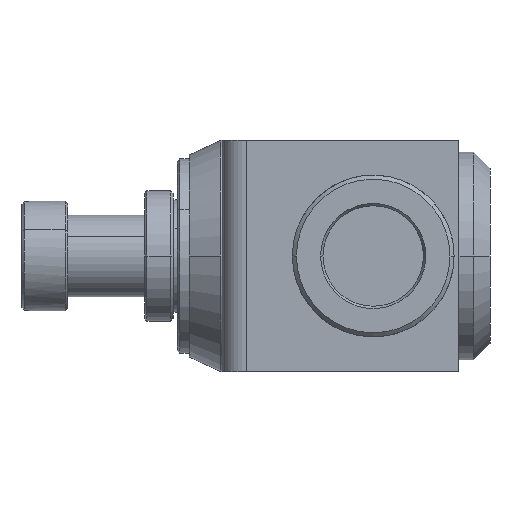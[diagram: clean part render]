
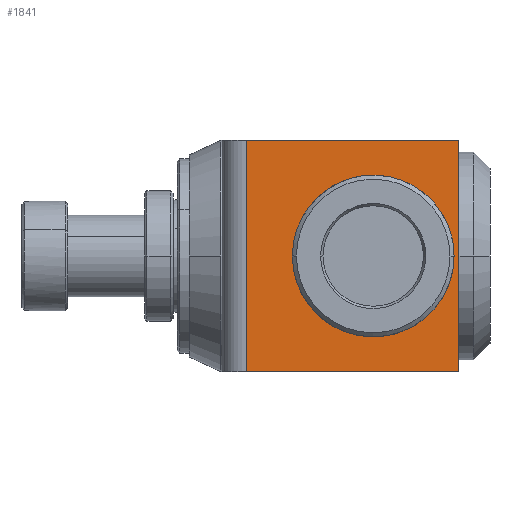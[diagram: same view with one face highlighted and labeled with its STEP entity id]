
A CAD part, left-side view. The second image highlights one B-rep face of the part: STEP entity #1841.
In plain terms, the highlighted planar face has unit normal (-1, 0, 0).
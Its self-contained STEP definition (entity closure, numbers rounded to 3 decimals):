
#1619=CARTESIAN_POINT('Vertex',(-20.2,26.,14.15)) ;
#1626=CARTESIAN_POINT('Vertex',(-20.2,26.,-14.15)) ;
#1629=CARTESIAN_POINT('Line Origine',(-20.2,26.,0.)) ;
#1664=CARTESIAN_POINT('Vertex',(-20.2,0.,-14.15)) ;
#1667=CARTESIAN_POINT('Line Origine',(-20.2,13.,-14.15)) ;
#1800=CARTESIAN_POINT('Axis2P3D Location',(-20.2,0.,0.)) ;
#1805=CARTESIAN_POINT('Line Origine',(-20.2,0.,0.)) ;
#1809=CARTESIAN_POINT('Vertex',(-20.2,0.,14.15)) ;
#1812=CARTESIAN_POINT('Line Origine',(-20.2,13.,14.15)) ;
#1823=CARTESIAN_POINT('Axis2P3D Location',(-20.2,10.5,0.)) ;
#1827=CARTESIAN_POINT('Vertex',(-20.2,20.4,0.)) ;
#1829=CARTESIAN_POINT('Vertex',(-20.2,0.6,0.)) ;
#1832=CARTESIAN_POINT('Axis2P3D Location',(-20.2,10.5,0.)) ;
#1630=DIRECTION('Vector Direction',(0.,0.,1.)) ;
#1668=DIRECTION('Vector Direction',(0.,1.,0.)) ;
#1801=DIRECTION('Axis2P3D Direction',(1.,0.,0.)) ;
#1802=DIRECTION('Axis2P3D XDirection',(0.,1.,0.)) ;
#1806=DIRECTION('Vector Direction',(0.,0.,1.)) ;
#1813=DIRECTION('Vector Direction',(0.,1.,0.)) ;
#1824=DIRECTION('Axis2P3D Direction',(1.,0.,0.)) ;
#1833=DIRECTION('Axis2P3D Direction',(1.,0.,0.)) ;
#1803=AXIS2_PLACEMENT_3D('Plane Axis2P3D',#1800,#1801,#1802) ;
#1825=AXIS2_PLACEMENT_3D('Circle Axis2P3D',#1823,#1824,$) ;
#1834=AXIS2_PLACEMENT_3D('Circle Axis2P3D',#1832,#1833,$) ;
#1818=ORIENTED_EDGE('',*,*,#1633,.F.) ;
#1819=ORIENTED_EDGE('',*,*,#1671,.T.) ;
#1820=ORIENTED_EDGE('',*,*,#1811,.T.) ;
#1821=ORIENTED_EDGE('',*,*,#1816,.F.) ;
#1838=ORIENTED_EDGE('',*,*,#1831,.F.) ;
#1839=ORIENTED_EDGE('',*,*,#1836,.F.) ;
#1840=FACE_BOUND('',#1837,.T.) ;
#1631=VECTOR('Line Direction',#1630,1.) ;
#1669=VECTOR('Line Direction',#1668,1.) ;
#1807=VECTOR('Line Direction',#1806,1.) ;
#1814=VECTOR('Line Direction',#1813,1.) ;
#1841=ADVANCED_FACE('Corps principal',(#1822,#1840),#1804,.F.) ;
#1826=CIRCLE('generated circle',#1825,9.9) ;
#1835=CIRCLE('generated circle',#1834,9.9) ;
#1633=EDGE_CURVE('',#1627,#1620,#1632,.T.) ;
#1671=EDGE_CURVE('',#1627,#1665,#1670,.F.) ;
#1811=EDGE_CURVE('',#1665,#1810,#1808,.T.) ;
#1816=EDGE_CURVE('',#1620,#1810,#1815,.F.) ;
#1831=EDGE_CURVE('',#1828,#1830,#1826,.F.) ;
#1836=EDGE_CURVE('',#1830,#1828,#1835,.F.) ;
#1817=EDGE_LOOP('',(#1818,#1819,#1820,#1821)) ;
#1837=EDGE_LOOP('',(#1838,#1839)) ;
#1822=FACE_OUTER_BOUND('',#1817,.T.) ;
#1632=LINE('Line',#1629,#1631) ;
#1670=LINE('Line',#1667,#1669) ;
#1808=LINE('Line',#1805,#1807) ;
#1815=LINE('Line',#1812,#1814) ;
#1804=PLANE('',#1803) ;
#1620=VERTEX_POINT('',#1619) ;
#1627=VERTEX_POINT('',#1626) ;
#1665=VERTEX_POINT('',#1664) ;
#1810=VERTEX_POINT('',#1809) ;
#1828=VERTEX_POINT('',#1827) ;
#1830=VERTEX_POINT('',#1829) ;
